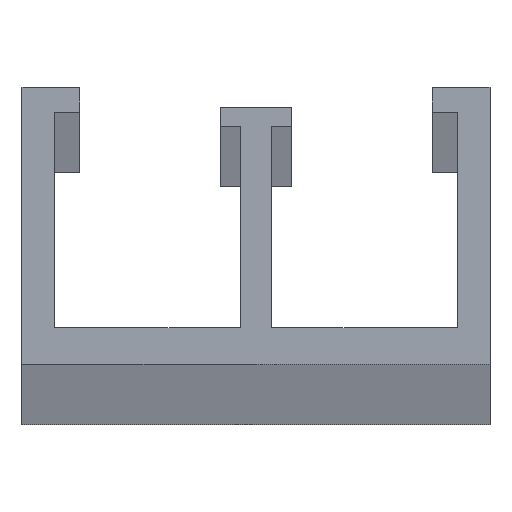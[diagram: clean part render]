
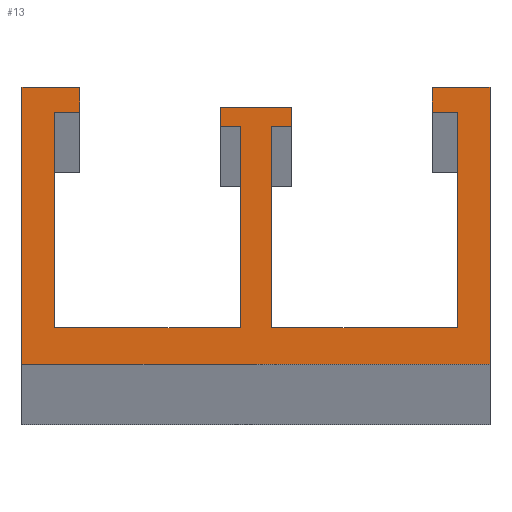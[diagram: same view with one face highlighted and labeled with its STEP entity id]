
A CAD part, top view. The second image highlights one B-rep face of the part: STEP entity #13.
In plain terms, the highlighted planar face has unit normal (0, 0, 1).
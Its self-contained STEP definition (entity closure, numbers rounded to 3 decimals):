
#7 = VECTOR ( 'NONE', #26, 1000. ) ;
#11 = VERTEX_POINT ( 'NONE', #370 ) ;
#13 = ADVANCED_FACE ( 'NONE', ( #636 ), #584, .F. ) ;
#23 = EDGE_CURVE ( 'NONE', #266, #161, #259, .T. ) ;
#26 = DIRECTION ( 'NONE',  ( 1., 0., 0. ) ) ;
#30 = ORIENTED_EDGE ( 'NONE', *, *, #191, .T. ) ;
#34 = LINE ( 'NONE', #528, #450 ) ;
#36 = CARTESIAN_POINT ( 'NONE',  ( -12.2, 7.215, 1800. ) ) ;
#39 = EDGE_CURVE ( 'NONE', #531, #408, #476, .T. ) ;
#53 = LINE ( 'NONE', #272, #243 ) ;
#55 = ORIENTED_EDGE ( 'NONE', *, *, #242, .F. ) ;
#56 = DIRECTION ( 'NONE',  ( 0., -1., 0. ) ) ;
#58 = ORIENTED_EDGE ( 'NONE', *, *, #97, .T. ) ;
#62 = ORIENTED_EDGE ( 'NONE', *, *, #368, .T. ) ;
#63 = CARTESIAN_POINT ( 'NONE',  ( 9.2, 5.915, 1800. ) ) ;
#64 = LINE ( 'NONE', #497, #645 ) ;
#65 = ORIENTED_EDGE ( 'NONE', *, *, #462, .F. ) ;
#66 = CARTESIAN_POINT ( 'NONE',  ( -9.2, 5.915, 1800. ) ) ;
#68 = ORIENTED_EDGE ( 'NONE', *, *, #142, .F. ) ;
#69 = EDGE_CURVE ( 'NONE', #589, #408, #423, .T. ) ;
#85 = CARTESIAN_POINT ( 'NONE',  ( -1.865, 6.185, 1800. ) ) ;
#92 = DIRECTION ( 'NONE',  ( 1., 0., 0. ) ) ;
#96 = CARTESIAN_POINT ( 'NONE',  ( -9.2, 7.215, 1800. ) ) ;
#97 = EDGE_CURVE ( 'NONE', #280, #576, #538, .T. ) ;
#102 = VERTEX_POINT ( 'NONE', #36 ) ;
#109 = VECTOR ( 'NONE', #459, 1000. ) ;
#111 = EDGE_CURVE ( 'NONE', #174, #361, #156, .T. ) ;
#130 = CARTESIAN_POINT ( 'NONE',  ( 0.815, 5.185, 1800. ) ) ;
#131 = EDGE_CURVE ( 'NONE', #11, #576, #53, .T. ) ;
#134 = VECTOR ( 'NONE', #203, 1000. ) ;
#139 = AXIS2_PLACEMENT_3D ( 'NONE', #205, #486, #434 ) ;
#142 = EDGE_CURVE ( 'NONE', #161, #241, #278, .T. ) ;
#144 = DIRECTION ( 'NONE',  ( 1., 0., 0. ) ) ;
#147 = ORIENTED_EDGE ( 'NONE', *, *, #587, .T. ) ;
#151 = DIRECTION ( 'NONE',  ( 0., 1., 0. ) ) ;
#156 = LINE ( 'NONE', #484, #505 ) ;
#161 = VERTEX_POINT ( 'NONE', #381 ) ;
#163 = CARTESIAN_POINT ( 'NONE',  ( 1.865, 5.185, 1800. ) ) ;
#169 = LINE ( 'NONE', #443, #621 ) ;
#172 = EDGE_CURVE ( 'NONE', #102, #280, #64, .T. ) ;
#174 = VERTEX_POINT ( 'NONE', #394 ) ;
#175 = VECTOR ( 'NONE', #574, 1000. ) ;
#179 = CARTESIAN_POINT ( 'NONE',  ( -10.51, -5.305, 1800. ) ) ;
#181 = ORIENTED_EDGE ( 'NONE', *, *, #23, .F. ) ;
#184 = CARTESIAN_POINT ( 'NONE',  ( -9.2, 7.215, 1800. ) ) ;
#191 = EDGE_CURVE ( 'NONE', #266, #589, #169, .T. ) ;
#200 = LINE ( 'NONE', #426, #134 ) ;
#203 = DIRECTION ( 'NONE',  ( 0., -1., 0. ) ) ;
#205 = CARTESIAN_POINT ( 'NONE',  ( 0., 0., 1800. ) ) ;
#208 = CARTESIAN_POINT ( 'NONE',  ( -1.865, 5.185, 1800. ) ) ;
#213 = ORIENTED_EDGE ( 'NONE', *, *, #131, .F. ) ;
#214 = CARTESIAN_POINT ( 'NONE',  ( 10.51, 5.915, 1800. ) ) ;
#216 = DIRECTION ( 'NONE',  ( 0., -1., 0. ) ) ;
#220 = DIRECTION ( 'NONE',  ( 0., -1., 0. ) ) ;
#232 = CARTESIAN_POINT ( 'NONE',  ( -10.51, -5.305, 1800. ) ) ;
#241 = VERTEX_POINT ( 'NONE', #163 ) ;
#242 = EDGE_CURVE ( 'NONE', #102, #382, #619, .T. ) ;
#243 = VECTOR ( 'NONE', #473, 1000. ) ;
#259 = LINE ( 'NONE', #647, #303 ) ;
#264 = DIRECTION ( 'NONE',  ( 0., -1., 0. ) ) ;
#265 = VECTOR ( 'NONE', #653, 1000. ) ;
#266 = VERTEX_POINT ( 'NONE', #85 ) ;
#272 = CARTESIAN_POINT ( 'NONE',  ( 12.2, 7.215, 1800. ) ) ;
#274 = LINE ( 'NONE', #436, #537 ) ;
#277 = CARTESIAN_POINT ( 'NONE',  ( 9.2, 7.215, 1800. ) ) ;
#278 = LINE ( 'NONE', #385, #312 ) ;
#279 = EDGE_CURVE ( 'NONE', #382, #615, #678, .T. ) ;
#280 = VERTEX_POINT ( 'NONE', #407 ) ;
#293 = ORIENTED_EDGE ( 'NONE', *, *, #692, .T. ) ;
#297 = VECTOR ( 'NONE', #614, 1000. ) ;
#298 = CARTESIAN_POINT ( 'NONE',  ( 0.815, -5.305, 1800. ) ) ;
#303 = VECTOR ( 'NONE', #144, 1000. ) ;
#304 = LINE ( 'NONE', #130, #421 ) ;
#307 = CARTESIAN_POINT ( 'NONE',  ( 0.815, -5.305, 1800. ) ) ;
#312 = VECTOR ( 'NONE', #390, 1000. ) ;
#313 = DIRECTION ( 'NONE',  ( 1., 0., 0. ) ) ;
#315 = CARTESIAN_POINT ( 'NONE',  ( -12.2, -7.215, 1800. ) ) ;
#332 = CARTESIAN_POINT ( 'NONE',  ( 10.51, -5.305, 1800. ) ) ;
#344 = ORIENTED_EDGE ( 'NONE', *, *, #704, .T. ) ;
#356 = EDGE_CURVE ( 'NONE', #640, #539, #362, .T. ) ;
#360 = CARTESIAN_POINT ( 'NONE',  ( -12.2, 7.215, 1800. ) ) ;
#361 = VERTEX_POINT ( 'NONE', #179 ) ;
#362 = LINE ( 'NONE', #307, #600 ) ;
#368 = EDGE_CURVE ( 'NONE', #174, #615, #369, .T. ) ;
#369 = LINE ( 'NONE', #469, #478 ) ;
#370 = CARTESIAN_POINT ( 'NONE',  ( 12.2, 7.215, 1800. ) ) ;
#381 = CARTESIAN_POINT ( 'NONE',  ( 1.865, 6.185, 1800. ) ) ;
#382 = VERTEX_POINT ( 'NONE', #96 ) ;
#383 = EDGE_CURVE ( 'NONE', #561, #711, #200, .T. ) ;
#384 = CARTESIAN_POINT ( 'NONE',  ( -0.815, -5.305, 1800. ) ) ;
#385 = CARTESIAN_POINT ( 'NONE',  ( 1.865, 6.185, 1800. ) ) ;
#390 = DIRECTION ( 'NONE',  ( 0., -1., 0. ) ) ;
#394 = CARTESIAN_POINT ( 'NONE',  ( -10.51, 5.915, 1800. ) ) ;
#405 = ORIENTED_EDGE ( 'NONE', *, *, #111, .F. ) ;
#407 = CARTESIAN_POINT ( 'NONE',  ( -12.2, -7.215, 1800. ) ) ;
#408 = VERTEX_POINT ( 'NONE', #586 ) ;
#409 = CARTESIAN_POINT ( 'NONE',  ( 9.2, 5.915, 1800. ) ) ;
#416 = ORIENTED_EDGE ( 'NONE', *, *, #39, .F. ) ;
#417 = VECTOR ( 'NONE', #542, 1000. ) ;
#421 = VECTOR ( 'NONE', #515, 1000. ) ;
#422 = DIRECTION ( 'NONE',  ( 1., 0., 0. ) ) ;
#423 = LINE ( 'NONE', #208, #666 ) ;
#426 = CARTESIAN_POINT ( 'NONE',  ( 9.2, 7.215, 1800. ) ) ;
#434 = DIRECTION ( 'NONE',  ( -1., 0., 0. ) ) ;
#436 = CARTESIAN_POINT ( 'NONE',  ( 10.51, 5.915, 1800. ) ) ;
#443 = CARTESIAN_POINT ( 'NONE',  ( -1.865, 6.185, 1800. ) ) ;
#444 = ORIENTED_EDGE ( 'NONE', *, *, #577, .T. ) ;
#446 = LINE ( 'NONE', #63, #265 ) ;
#450 = VECTOR ( 'NONE', #422, 1000. ) ;
#459 = DIRECTION ( 'NONE',  ( 1., 0., 0. ) ) ;
#462 = EDGE_CURVE ( 'NONE', #561, #11, #34, .T. ) ;
#465 = ORIENTED_EDGE ( 'NONE', *, *, #69, .T. ) ;
#469 = CARTESIAN_POINT ( 'NONE',  ( -10.51, 5.915, 1800. ) ) ;
#473 = DIRECTION ( 'NONE',  ( 0., -1., 0. ) ) ;
#476 = LINE ( 'NONE', #581, #540 ) ;
#477 = ORIENTED_EDGE ( 'NONE', *, *, #680, .F. ) ;
#478 = VECTOR ( 'NONE', #313, 1000. ) ;
#484 = CARTESIAN_POINT ( 'NONE',  ( -10.51, 5.915, 1800. ) ) ;
#486 = DIRECTION ( 'NONE',  ( 0., 0., -1. ) ) ;
#488 = CARTESIAN_POINT ( 'NONE',  ( 0.815, -5.305, 1800. ) ) ;
#493 = CARTESIAN_POINT ( 'NONE',  ( 0.815, 5.185, 1800. ) ) ;
#497 = CARTESIAN_POINT ( 'NONE',  ( -12.2, 7.215, 1800. ) ) ;
#505 = VECTOR ( 'NONE', #264, 1000. ) ;
#515 = DIRECTION ( 'NONE',  ( 1., 0., 0. ) ) ;
#518 = ORIENTED_EDGE ( 'NONE', *, *, #356, .F. ) ;
#528 = CARTESIAN_POINT ( 'NONE',  ( 9.2, 7.215, 1800. ) ) ;
#531 = VERTEX_POINT ( 'NONE', #384 ) ;
#537 = VECTOR ( 'NONE', #56, 1000. ) ;
#538 = LINE ( 'NONE', #315, #417 ) ;
#539 = VERTEX_POINT ( 'NONE', #332 ) ;
#540 = VECTOR ( 'NONE', #151, 1000. ) ;
#542 = DIRECTION ( 'NONE',  ( 1., 0., 0. ) ) ;
#543 = EDGE_LOOP ( 'NONE', ( #55, #652, #58, #213, #65, #715, #444, #147, #518, #293, #344, #68, #181, #30, #465, #416, #477, #405, #62, #648 ) ) ;
#552 = CARTESIAN_POINT ( 'NONE',  ( 12.2, -7.215, 1800. ) ) ;
#559 = LINE ( 'NONE', #232, #109 ) ;
#561 = VERTEX_POINT ( 'NONE', #277 ) ;
#574 = DIRECTION ( 'NONE',  ( 0., 1., 0. ) ) ;
#576 = VERTEX_POINT ( 'NONE', #552 ) ;
#577 = EDGE_CURVE ( 'NONE', #711, #643, #446, .T. ) ;
#581 = CARTESIAN_POINT ( 'NONE',  ( -0.815, -5.305, 1800. ) ) ;
#584 = PLANE ( 'NONE',  #139 ) ;
#586 = CARTESIAN_POINT ( 'NONE',  ( -0.815, 5.185, 1800. ) ) ;
#587 = EDGE_CURVE ( 'NONE', #643, #539, #274, .T. ) ;
#589 = VERTEX_POINT ( 'NONE', #712 ) ;
#600 = VECTOR ( 'NONE', #672, 1000. ) ;
#614 = DIRECTION ( 'NONE',  ( 0., -1., 0. ) ) ;
#615 = VERTEX_POINT ( 'NONE', #66 ) ;
#619 = LINE ( 'NONE', #360, #7 ) ;
#621 = VECTOR ( 'NONE', #216, 1000. ) ;
#628 = LINE ( 'NONE', #298, #175 ) ;
#636 = FACE_OUTER_BOUND ( 'NONE', #543, .T. ) ;
#640 = VERTEX_POINT ( 'NONE', #488 ) ;
#643 = VERTEX_POINT ( 'NONE', #214 ) ;
#645 = VECTOR ( 'NONE', #220, 1000. ) ;
#647 = CARTESIAN_POINT ( 'NONE',  ( -1.865, 6.185, 1800. ) ) ;
#648 = ORIENTED_EDGE ( 'NONE', *, *, #279, .F. ) ;
#652 = ORIENTED_EDGE ( 'NONE', *, *, #172, .T. ) ;
#653 = DIRECTION ( 'NONE',  ( 1., 0., 0. ) ) ;
#655 = VERTEX_POINT ( 'NONE', #493 ) ;
#666 = VECTOR ( 'NONE', #92, 1000. ) ;
#672 = DIRECTION ( 'NONE',  ( 1., 0., 0. ) ) ;
#678 = LINE ( 'NONE', #184, #297 ) ;
#680 = EDGE_CURVE ( 'NONE', #361, #531, #559, .T. ) ;
#692 = EDGE_CURVE ( 'NONE', #640, #655, #628, .T. ) ;
#704 = EDGE_CURVE ( 'NONE', #655, #241, #304, .T. ) ;
#711 = VERTEX_POINT ( 'NONE', #409 ) ;
#712 = CARTESIAN_POINT ( 'NONE',  ( -1.865, 5.185, 1800. ) ) ;
#715 = ORIENTED_EDGE ( 'NONE', *, *, #383, .T. ) ;
